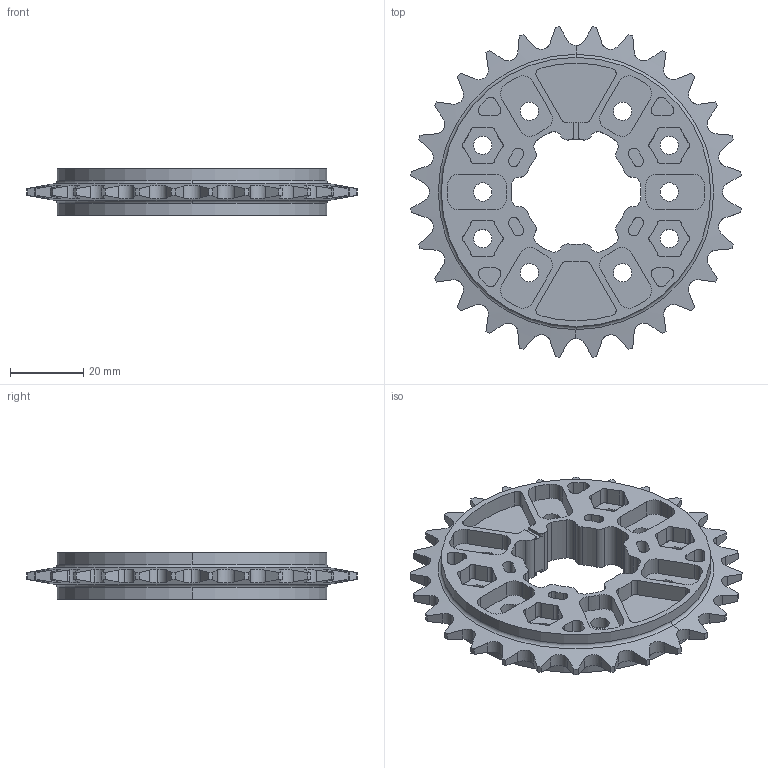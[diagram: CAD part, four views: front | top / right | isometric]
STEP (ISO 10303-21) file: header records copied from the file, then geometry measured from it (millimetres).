
FILE_DESCRIPTION (( 'STEP AP203' ), '1' );
FILE_NAME ('REV-21-3718.STEP', '2024-09-09T16:01:36', ( '' ), ( '' ), 'SwSTEP 2.0', 'SolidWorks 2022', '' );
FILE_SCHEMA (( 'CONFIG_CONTROL_DESIGN' ));
Length unit declared in the file: millimetre
Products named in the file (1): REV-21-3718
Bounding box: 89.98 x 89.98 x 12.7 mm (x, y, z)
Volume: 30235.7 mm3; surface area: 20426.7 mm2
Topology: 1 solids, 1 shells, 606 faces, 1694 edges, 1128 vertices
Faces by surface type: cylinder 446, plane 152, torus 4, cone 4
Entity records: 21272 total; most frequent: CARTESIAN_POINT 5164, DIRECTION 3460, ORIENTED_EDGE 3388, EDGE_CURVE 1694, AXIS2_PLACEMENT_3D 1341, VERTEX_POINT 1128, LINE 778, VECTOR 778
